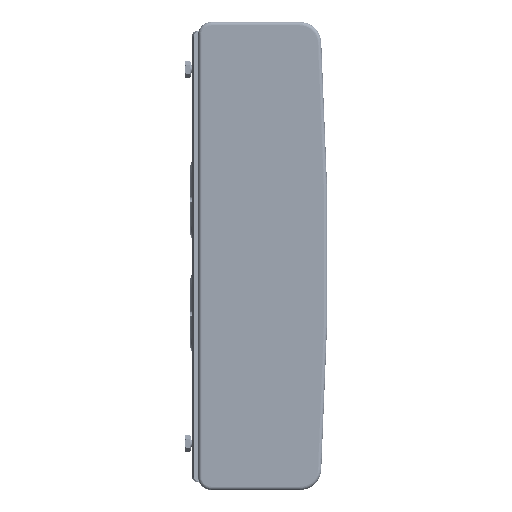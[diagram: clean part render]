
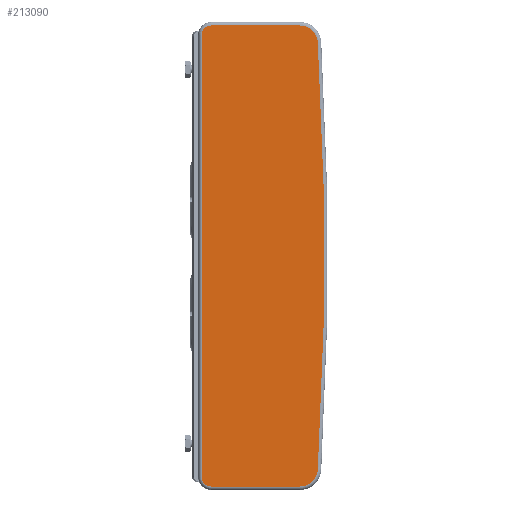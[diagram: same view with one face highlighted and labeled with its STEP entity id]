
A CAD part, front view. The second image highlights one B-rep face of the part: STEP entity #213090.
In plain terms, the highlighted planar face has unit normal (0, -1, 0).
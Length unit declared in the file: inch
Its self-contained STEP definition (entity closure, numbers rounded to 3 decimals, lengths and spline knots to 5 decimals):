
#2997 = CARTESIAN_POINT ( 'NONE',  ( -2.31445, -53.20866, -7.5261 ) ) ;
#8593 = DIRECTION ( 'NONE',  ( 1., 0., 0. ) ) ;
#15066 = DIRECTION ( 'NONE',  ( -1., 0., 0. ) ) ;
#19267 = VECTOR ( 'NONE', #246292, 39.37008 ) ;
#20567 = CARTESIAN_POINT ( 'NONE',  ( 1.02983, -53.20866, 7.25736 ) ) ;
#24969 = VECTOR ( 'NONE', #15066, 39.37008 ) ;
#35138 = LINE ( 'NONE', #56374, #303418 ) ;
#38851 = EDGE_CURVE ( 'NONE', #313841, #269093, #145435, .T. ) ;
#39809 = CARTESIAN_POINT ( 'NONE',  ( 1.02983, -53.20866, 7.8676 ) ) ;
#44480 = DIRECTION ( 'NONE',  ( 0.998, 0., -0.06 ) ) ;
#46664 = CARTESIAN_POINT ( 'NONE',  ( 1.02983, -53.20866, 7.8676 ) ) ;
#56374 = CARTESIAN_POINT ( 'NONE',  ( -1.99949, -53.20866, -7.84106 ) ) ;
#72466 = ORIENTED_EDGE ( 'NONE', *, *, #254172, .F. ) ;
#72654 = PLANE ( 'NONE',  #158402 ) ;
#76166 = DIRECTION ( 'NONE',  ( -1., 0., 0. ) ) ;
#84607 = EDGE_CURVE ( 'NONE', #313841, #156557, #340739, .T. ) ;
#86012 = CARTESIAN_POINT ( 'NONE',  ( -1.99949, -53.20866, -7.5261 ) ) ;
#96019 = ORIENTED_EDGE ( 'NONE', *, *, #148161, .F. ) ;
#103528 = ORIENTED_EDGE ( 'NONE', *, *, #339562, .T. ) ;
#113160 = AXIS2_PLACEMENT_3D ( 'NONE', #86012, #193715, #160240 ) ;
#115455 = VERTEX_POINT ( 'NONE', #305509 ) ;
#141384 = ORIENTED_EDGE ( 'NONE', *, *, #235571, .F. ) ;
#145435 = LINE ( 'NONE', #277987, #19267 ) ;
#148161 = EDGE_CURVE ( 'NONE', #115455, #200807, #288723, .T. ) ;
#149614 = DIRECTION ( 'NONE',  ( 0., 0., 1. ) ) ;
#152433 = VERTEX_POINT ( 'NONE', #186792 ) ;
#152464 = CIRCLE ( 'NONE', #113160, 0.31496 ) ;
#156557 = VERTEX_POINT ( 'NONE', #279778 ) ;
#157424 = CARTESIAN_POINT ( 'NONE',  ( -118.8302, -53.20866, 0.01327 ) ) ;
#158402 = AXIS2_PLACEMENT_3D ( 'NONE', #342834, #318117, #76166 ) ;
#159182 = DIRECTION ( 'NONE',  ( 0.998, 0., 0.06 ) ) ;
#159259 = EDGE_LOOP ( 'NONE', ( #72466, #141384, #103528, #253309, #303823, #343274, #334865, #96019 ) ) ;
#160240 = DIRECTION ( 'NONE',  ( 0., 0., -1. ) ) ;
#170105 = DIRECTION ( 'NONE',  ( -1., 0., 0. ) ) ;
#176984 = CARTESIAN_POINT ( 'NONE',  ( 1.02983, -53.20866, -7.23083 ) ) ;
#186792 = CARTESIAN_POINT ( 'NONE',  ( -1.99949, -53.20866, -7.84106 ) ) ;
#191866 = EDGE_CURVE ( 'NONE', #152433, #269093, #152464, .T. ) ;
#193715 = DIRECTION ( 'NONE',  ( 0., 1., 0. ) ) ;
#198334 = CARTESIAN_POINT ( 'NONE',  ( -1.99949, -53.20866, 7.55264 ) ) ;
#200807 = VERTEX_POINT ( 'NONE', #319527 ) ;
#203278 = AXIS2_PLACEMENT_3D ( 'NONE', #157424, #293445, #159182 ) ;
#211279 = AXIS2_PLACEMENT_3D ( 'NONE', #20567, #308497, #149614 ) ;
#212184 = FACE_OUTER_BOUND ( 'NONE', #159259, .T. ) ;
#213090 = ADVANCED_FACE ( 'NONE', ( #212184 ), #72654, .F. ) ;
#225618 = VERTEX_POINT ( 'NONE', #46664 ) ;
#227839 = AXIS2_PLACEMENT_3D ( 'NONE', #198334, #304297, #170105 ) ;
#229473 = VERTEX_POINT ( 'NONE', #268572 ) ;
#230000 = DIRECTION ( 'NONE',  ( 0., 1., 0. ) ) ;
#234051 = LINE ( 'NONE', #39809, #24969 ) ;
#235571 = EDGE_CURVE ( 'NONE', #225618, #229473, #245101, .T. ) ;
#245101 = CIRCLE ( 'NONE', #211279, 0.61024 ) ;
#246292 = DIRECTION ( 'NONE',  ( 0., 0., -1. ) ) ;
#253309 = ORIENTED_EDGE ( 'NONE', *, *, #84607, .F. ) ;
#254172 = EDGE_CURVE ( 'NONE', #229473, #115455, #310377, .T. ) ;
#268572 = CARTESIAN_POINT ( 'NONE',  ( 1.63896, -53.20866, 7.29418 ) ) ;
#269093 = VERTEX_POINT ( 'NONE', #2997 ) ;
#277987 = CARTESIAN_POINT ( 'NONE',  ( -2.31445, -53.20866, 7.55264 ) ) ;
#279778 = CARTESIAN_POINT ( 'NONE',  ( -1.99949, -53.20866, 7.8676 ) ) ;
#288723 = CIRCLE ( 'NONE', #322522, 0.61024 ) ;
#293445 = DIRECTION ( 'NONE',  ( 0., 1., 0. ) ) ;
#303418 = VECTOR ( 'NONE', #8593, 39.37008 ) ;
#303823 = ORIENTED_EDGE ( 'NONE', *, *, #38851, .T. ) ;
#304297 = DIRECTION ( 'NONE',  ( 0., 1., 0. ) ) ;
#305509 = CARTESIAN_POINT ( 'NONE',  ( 1.63896, -53.20866, -7.26764 ) ) ;
#308497 = DIRECTION ( 'NONE',  ( 0., 1., 0. ) ) ;
#310377 = CIRCLE ( 'NONE', #203278, 120.68898 ) ;
#313841 = VERTEX_POINT ( 'NONE', #318388 ) ;
#318117 = DIRECTION ( 'NONE',  ( 0., 1., 0. ) ) ;
#318388 = CARTESIAN_POINT ( 'NONE',  ( -2.31445, -53.20866, 7.55264 ) ) ;
#319527 = CARTESIAN_POINT ( 'NONE',  ( 1.02983, -53.20866, -7.84106 ) ) ;
#322522 = AXIS2_PLACEMENT_3D ( 'NONE', #176984, #230000, #44480 ) ;
#323564 = EDGE_CURVE ( 'NONE', #152433, #200807, #35138, .T. ) ;
#334865 = ORIENTED_EDGE ( 'NONE', *, *, #323564, .T. ) ;
#339562 = EDGE_CURVE ( 'NONE', #225618, #156557, #234051, .T. ) ;
#340739 = CIRCLE ( 'NONE', #227839, 0.31496 ) ;
#342834 = CARTESIAN_POINT ( 'NONE',  ( -9.70277, -53.20866, 45.3446 ) ) ;
#343274 = ORIENTED_EDGE ( 'NONE', *, *, #191866, .F. ) ;
